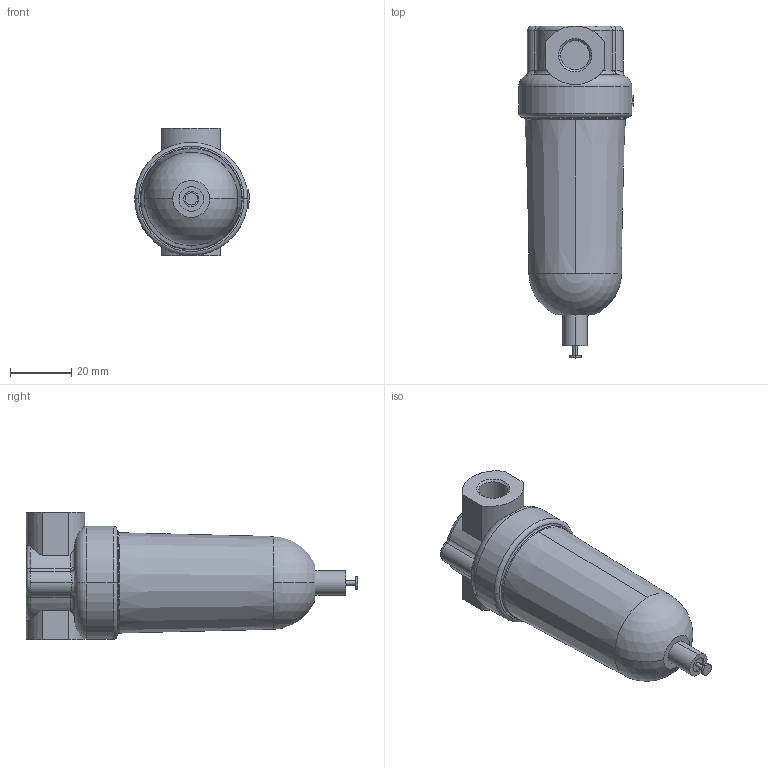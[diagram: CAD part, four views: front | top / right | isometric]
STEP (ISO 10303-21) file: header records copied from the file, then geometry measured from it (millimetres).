
FILE_DESCRIPTION (( 'STEP AP214' ), '1' );
FILE_NAME ('Norgren-F07-100-M1TA.step', '2019-03-02T20:04:56', ( '' ), ( '' ), 'SwSTEP 2.0', 'SolidWorks 2019', '' );
FILE_SCHEMA (( 'AUTOMOTIVE_DESIGN' ));
Length unit declared in the file: millimetre
Products named in the file (4): Norgren-F07-100-M1TA_Body-Filter_1-8 NPT; Norgren-F07-100-M1TA_Bowl_Transparent; Norgren-F07-100-M1TA; Norgren-F07-100-M1TA_Valve-manual drain
Assembly tree (3 placements, depth 2):
  Norgren-F07-100-M1TA
    Norgren-F07-100-M1TA_Body-Filter_1-8 NPT
    Norgren-F07-100-M1TA_Bowl_Transparent
    Norgren-F07-100-M1TA_Valve-manual drain
Bounding box: 37.33 x 108.03 x 41.5 mm (x, y, z)
Volume: 38402.5 mm3; surface area: 22028.4 mm2
Topology: 3 solids, 3 shells, 139 faces, 313 edges, 192 vertices
Faces by surface type: cylinder 55, plane 31, torus 23, cone 16, bspline 10, sphere 4
Entity records: 4643 total; most frequent: CARTESIAN_POINT 1374, DIRECTION 708, ORIENTED_EDGE 626, EDGE_CURVE 313, AXIS2_PLACEMENT_3D 307, VERTEX_POINT 192, CIRCLE 172, EDGE_LOOP 153
